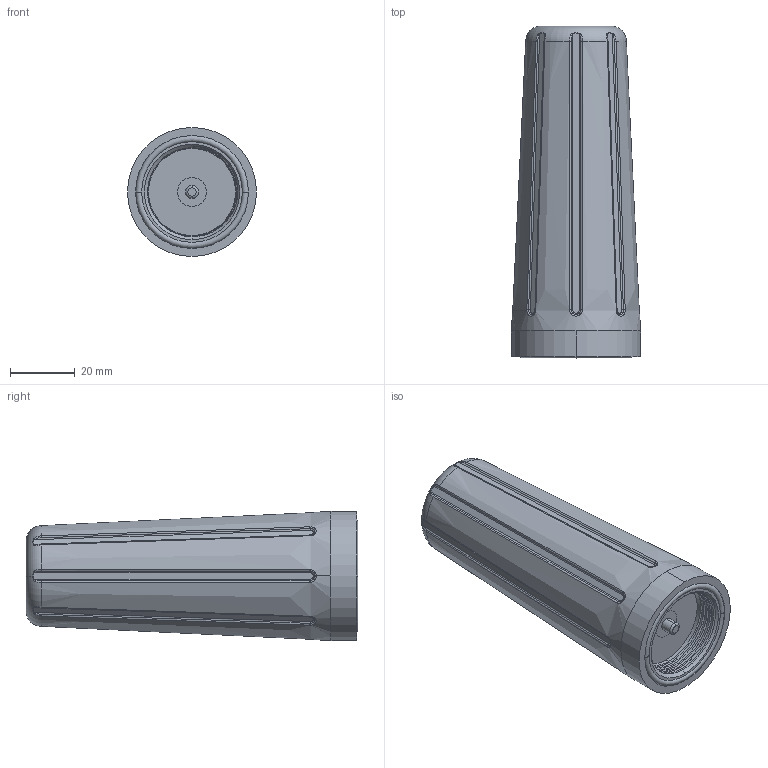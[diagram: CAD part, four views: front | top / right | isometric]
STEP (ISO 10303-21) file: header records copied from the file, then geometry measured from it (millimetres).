
FILE_DESCRIPTION (( 'STEP AP214' ), '1' );
FILE_NAME ('FMANOM1056_3D.step', '2023-01-18T20:06:18', ( '' ), ( '' ), 'SwSTEP 2.0', 'SolidWorks 2022', '' );
FILE_SCHEMA (( 'AUTOMOTIVE_DESIGN' ));
Length unit declared in the file: inch
Products named in the file (1): FMANOM1056_3D
Bounding box: 40 x 102.85 x 40 mm (x, y, z)
Volume: 34745.1 mm3; surface area: 30762.3 mm2
Topology: 5 solids, 5 shells, 216 faces, 499 edges, 306 vertices
Faces by surface type: cylinder 76, bspline 70, plane 44, cone 16, torus 10
Entity records: 13777 total; most frequent: CARTESIAN_POINT 9414, ORIENTED_EDGE 998, DIRECTION 731, EDGE_CURVE 499, AXIS2_PLACEMENT_3D 307, VERTEX_POINT 306, EDGE_LOOP 235, FACE_OUTER_BOUND 216
